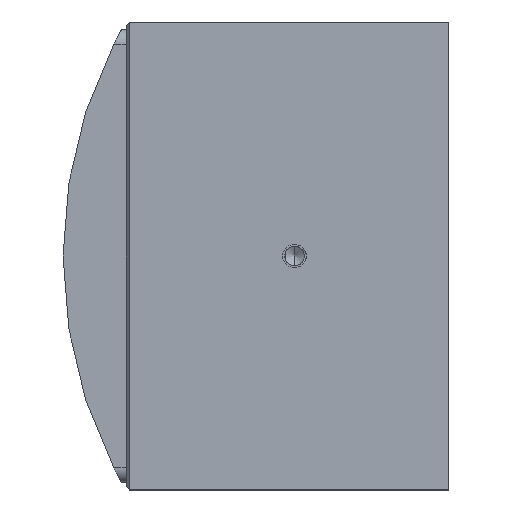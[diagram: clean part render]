
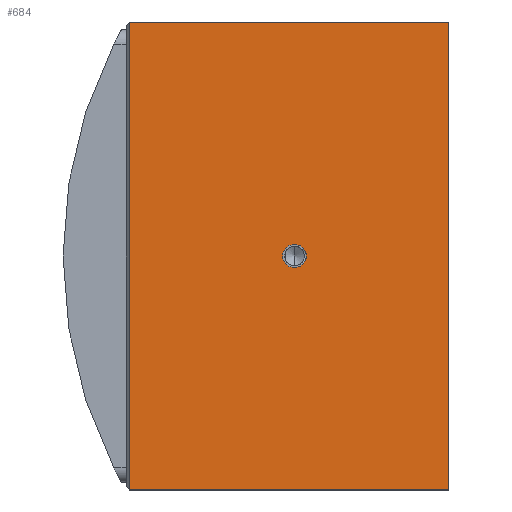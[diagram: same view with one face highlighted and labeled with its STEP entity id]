
A CAD part, left-side view. The second image highlights one B-rep face of the part: STEP entity #684.
In plain terms, the highlighted face is planar.
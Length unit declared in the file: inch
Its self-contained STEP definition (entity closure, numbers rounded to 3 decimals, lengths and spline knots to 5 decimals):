
#116 = CARTESIAN_POINT ( 'NONE',  ( 3.93701, 0.03, -1.9685 ) ) ;
#322 = LINE ( 'NONE', #4566, #5459 ) ;
#510 = DIRECTION ( 'NONE',  ( 0., 0., 1. ) ) ;
#627 = VECTOR ( 'NONE', #803, 39.37008 ) ;
#684 = ADVANCED_FACE ( 'NONE', ( #954, #1437 ), #2744, .F. ) ;
#731 = DIRECTION ( 'NONE',  ( 0., 0., -1. ) ) ;
#747 = LINE ( 'NONE', #2485, #627 ) ;
#803 = DIRECTION ( 'NONE',  ( 0., -1., 0. ) ) ;
#918 = CARTESIAN_POINT ( 'NONE',  ( 3.93701, 1.417, 0.09843 ) ) ;
#954 = FACE_BOUND ( 'NONE', #3725, .T. ) ;
#1040 = AXIS2_PLACEMENT_3D ( 'NONE', #1394, #4021, #5327 ) ;
#1288 = DIRECTION ( 'NONE',  ( 0., 0., -1. ) ) ;
#1316 = VECTOR ( 'NONE', #3193, 39.37008 ) ;
#1394 = CARTESIAN_POINT ( 'NONE',  ( 3.93701, 1.417, 0. ) ) ;
#1397 = EDGE_CURVE ( 'NONE', #4650, #2833, #4512, .T. ) ;
#1437 = FACE_OUTER_BOUND ( 'NONE', #1533, .T. ) ;
#1533 = EDGE_LOOP ( 'NONE', ( #2088, #3021, #2555, #5237 ) ) ;
#1754 = EDGE_CURVE ( 'NONE', #5536, #4306, #2700, .T. ) ;
#1825 = CARTESIAN_POINT ( 'NONE',  ( 3.93701, 2.716, 1.9685 ) ) ;
#2088 = ORIENTED_EDGE ( 'NONE', *, *, #1754, .T. ) ;
#2186 = AXIS2_PLACEMENT_3D ( 'NONE', #3002, #3869, #1288 ) ;
#2485 = CARTESIAN_POINT ( 'NONE',  ( 3.93701, 2.716, -1.9685 ) ) ;
#2555 = ORIENTED_EDGE ( 'NONE', *, *, #4167, .F. ) ;
#2647 = CARTESIAN_POINT ( 'NONE',  ( 3.93701, 0.03, -1.9685 ) ) ;
#2688 = CARTESIAN_POINT ( 'NONE',  ( 3.93701, 2.716, 1.9685 ) ) ;
#2700 = LINE ( 'NONE', #1825, #1316 ) ;
#2744 = PLANE ( 'NONE',  #4491 ) ;
#2833 = VERTEX_POINT ( 'NONE', #918 ) ;
#3002 = CARTESIAN_POINT ( 'NONE',  ( 3.93701, 1.417, 0. ) ) ;
#3021 = ORIENTED_EDGE ( 'NONE', *, *, #5145, .T. ) ;
#3049 = ORIENTED_EDGE ( 'NONE', *, *, #1397, .F. ) ;
#3078 = DIRECTION ( 'NONE',  ( 0., 0., -1. ) ) ;
#3135 = LINE ( 'NONE', #2647, #4093 ) ;
#3193 = DIRECTION ( 'NONE',  ( 0., -1., 0. ) ) ;
#3401 = CARTESIAN_POINT ( 'NONE',  ( 3.93701, 2.716, -1.9685 ) ) ;
#3441 = EDGE_CURVE ( 'NONE', #5536, #5106, #322, .T. ) ;
#3725 = EDGE_LOOP ( 'NONE', ( #3049, #5150 ) ) ;
#3869 = DIRECTION ( 'NONE',  ( 1., 0., 0. ) ) ;
#4007 = VERTEX_POINT ( 'NONE', #116 ) ;
#4021 = DIRECTION ( 'NONE',  ( 1., 0., 0. ) ) ;
#4086 = CARTESIAN_POINT ( 'NONE',  ( 3.93701, 0.03, 1.9685 ) ) ;
#4093 = VECTOR ( 'NONE', #3078, 39.37008 ) ;
#4167 = EDGE_CURVE ( 'NONE', #5106, #4007, #747, .T. ) ;
#4306 = VERTEX_POINT ( 'NONE', #4086 ) ;
#4342 = CARTESIAN_POINT ( 'NONE',  ( 3.93701, 1.417, -0.09843 ) ) ;
#4438 = DIRECTION ( 'NONE',  ( -1., 0., 0. ) ) ;
#4491 = AXIS2_PLACEMENT_3D ( 'NONE', #2688, #4438, #510 ) ;
#4512 = CIRCLE ( 'NONE', #1040, 0.09843 ) ;
#4566 = CARTESIAN_POINT ( 'NONE',  ( 3.93701, 2.716, 1.9685 ) ) ;
#4650 = VERTEX_POINT ( 'NONE', #4342 ) ;
#4657 = EDGE_CURVE ( 'NONE', #2833, #4650, #5382, .T. ) ;
#5106 = VERTEX_POINT ( 'NONE', #3401 ) ;
#5128 = CARTESIAN_POINT ( 'NONE',  ( 3.93701, 2.716, 1.9685 ) ) ;
#5145 = EDGE_CURVE ( 'NONE', #4306, #4007, #3135, .T. ) ;
#5150 = ORIENTED_EDGE ( 'NONE', *, *, #4657, .F. ) ;
#5237 = ORIENTED_EDGE ( 'NONE', *, *, #3441, .F. ) ;
#5327 = DIRECTION ( 'NONE',  ( 0., 0., -1. ) ) ;
#5382 = CIRCLE ( 'NONE', #2186, 0.09843 ) ;
#5459 = VECTOR ( 'NONE', #731, 39.37008 ) ;
#5536 = VERTEX_POINT ( 'NONE', #5128 ) ;
